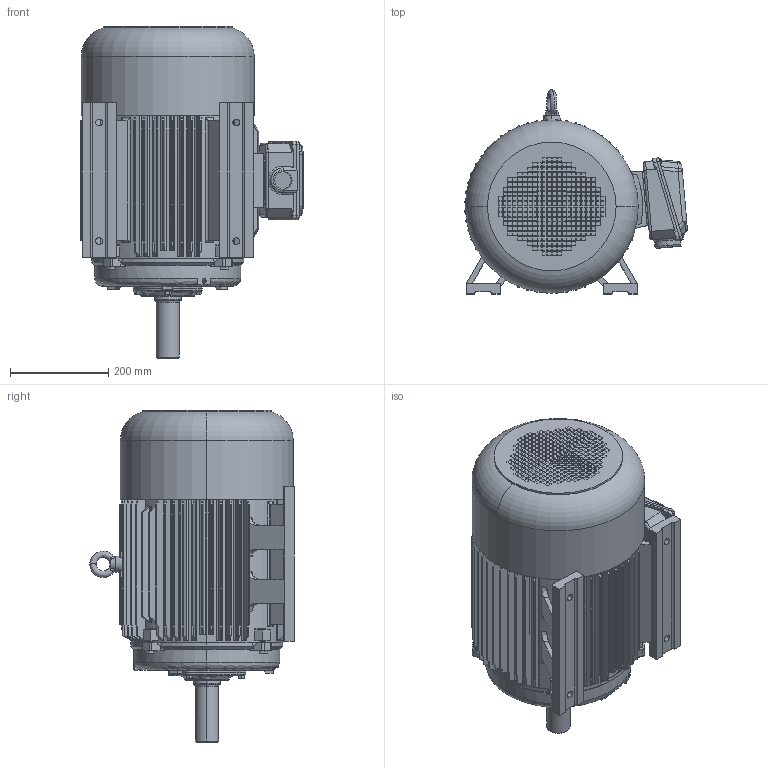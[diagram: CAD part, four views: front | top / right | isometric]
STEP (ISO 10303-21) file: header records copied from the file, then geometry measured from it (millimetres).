
FILE_DESCRIPTION (( 'STEP AP214' ), '1' );
FILE_NAME ('PEWWE-284T-4,6,8.STEP', '2018-07-17T22:06:06', ( '' ), ( '' ), 'SwSTEP 2.0', 'SolidWorks 2017', '' );
FILE_SCHEMA (( 'AUTOMOTIVE_DESIGN' ));
Length unit declared in the file: inch
Products named in the file (1): PEWWE-284T-4,6,8
Bounding box: 453.2 x 415.9 x 675.64 mm (x, y, z)
Volume: 25274957.4 mm3; surface area: 2096986.7 mm2
Topology: 18 solids, 19 shells, 4173 faces, 11246 edges, 7444 vertices
Faces by surface type: plane 2137, cylinder 1818, bspline 133, cone 81, torus 4
Entity records: 148067 total; most frequent: CARTESIAN_POINT 42320, ORIENTED_EDGE 22446, DIRECTION 21594, EDGE_CURVE 11223, VERTEX_POINT 7444, AXIS2_PLACEMENT_3D 7399, VECTOR 6796, LINE 6796
